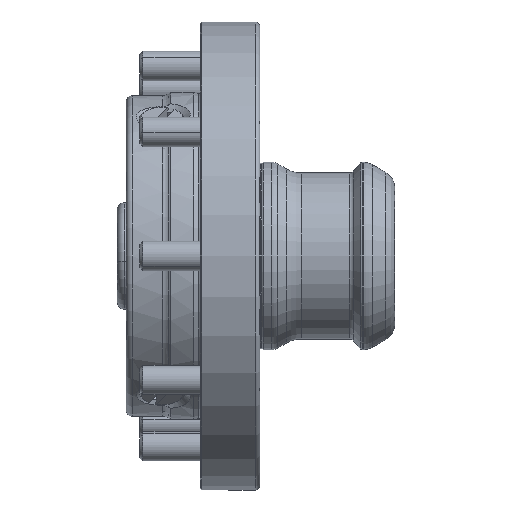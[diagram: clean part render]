
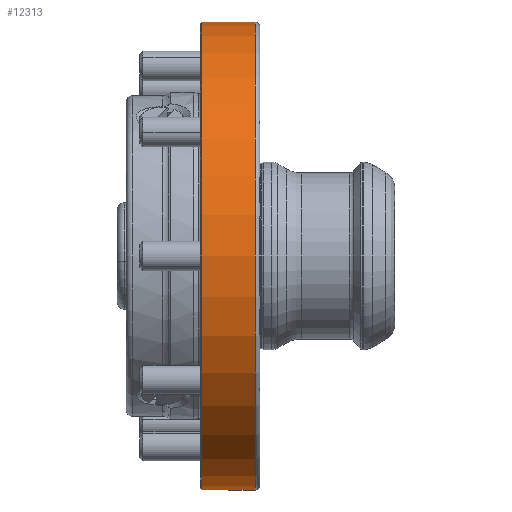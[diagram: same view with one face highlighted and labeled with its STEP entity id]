
A CAD part, left-side view. The second image highlights one B-rep face of the part: STEP entity #12313.
In plain terms, the highlighted cylindrical face has radius 39.4 mm (diameter 78.8 mm), a partial arc.
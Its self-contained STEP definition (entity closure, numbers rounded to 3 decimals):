
#302 = AXIS2_PLACEMENT_3D ( 'NONE', #11558, #2986, #5386 ) ;
#1231 = AXIS2_PLACEMENT_3D ( 'NONE', #9279, #1967, #10534 ) ;
#1906 = CARTESIAN_POINT ( 'NONE',  ( 0., 0.8, 0. ) ) ;
#1967 = DIRECTION ( 'NONE',  ( 0., 1., 0. ) ) ;
#2570 = ORIENTED_EDGE ( 'NONE', *, *, #5756, .F. ) ;
#2674 = ORIENTED_EDGE ( 'NONE', *, *, #13396, .F. ) ;
#2911 = CARTESIAN_POINT ( 'NONE',  ( 0., 0.8, 39.4 ) ) ;
#2986 = DIRECTION ( 'NONE',  ( 0., 1., 0. ) ) ;
#3153 = DIRECTION ( 'NONE',  ( 0., 0., 1. ) ) ;
#4276 = CIRCLE ( 'NONE', #1231, 39.4 ) ;
#4414 = EDGE_LOOP ( 'NONE', ( #2570, #10069, #9105, #2674 ) ) ;
#4879 = VERTEX_POINT ( 'NONE', #5728 ) ;
#5192 = LINE ( 'NONE', #15439, #11331 ) ;
#5386 = DIRECTION ( 'NONE',  ( 0., 0., 1. ) ) ;
#5551 = CIRCLE ( 'NONE', #9487, 39.4 ) ;
#5728 = CARTESIAN_POINT ( 'NONE',  ( 0., 0.8, -39.4 ) ) ;
#5756 = EDGE_CURVE ( 'NONE', #4879, #12022, #12165, .T. ) ;
#5840 = CARTESIAN_POINT ( 'NONE',  ( 0., 9.8, 39.4 ) ) ;
#5878 = CARTESIAN_POINT ( 'NONE',  ( 0., 9.8, -39.4 ) ) ;
#7549 = DIRECTION ( 'NONE',  ( 0., 1., 0. ) ) ;
#7968 = CYLINDRICAL_SURFACE ( 'NONE', #302, 39.4 ) ;
#8745 = FACE_OUTER_BOUND ( 'NONE', #4414, .T. ) ;
#8914 = VERTEX_POINT ( 'NONE', #2911 ) ;
#9105 = ORIENTED_EDGE ( 'NONE', *, *, #14535, .T. ) ;
#9137 = VERTEX_POINT ( 'NONE', #5840 ) ;
#9279 = CARTESIAN_POINT ( 'NONE',  ( 0., 9.8, 0. ) ) ;
#9487 = AXIS2_PLACEMENT_3D ( 'NONE', #1906, #10470, #3153 ) ;
#10007 = CARTESIAN_POINT ( 'NONE',  ( 0., 25.223, -39.4 ) ) ;
#10069 = ORIENTED_EDGE ( 'NONE', *, *, #15049, .T. ) ;
#10470 = DIRECTION ( 'NONE',  ( 0., 1., 0. ) ) ;
#10534 = DIRECTION ( 'NONE',  ( 0., 0., 1. ) ) ;
#11331 = VECTOR ( 'NONE', #12963, 1000. ) ;
#11558 = CARTESIAN_POINT ( 'NONE',  ( 0., 25.223, 0. ) ) ;
#12022 = VERTEX_POINT ( 'NONE', #5878 ) ;
#12165 = LINE ( 'NONE', #10007, #15416 ) ;
#12313 = ADVANCED_FACE ( 'NONE', ( #8745 ), #7968, .T. ) ;
#12963 = DIRECTION ( 'NONE',  ( 0., 1., 0. ) ) ;
#13396 = EDGE_CURVE ( 'NONE', #12022, #9137, #4276, .T. ) ;
#14535 = EDGE_CURVE ( 'NONE', #8914, #9137, #5192, .T. ) ;
#15049 = EDGE_CURVE ( 'NONE', #4879, #8914, #5551, .T. ) ;
#15416 = VECTOR ( 'NONE', #7549, 1000. ) ;
#15439 = CARTESIAN_POINT ( 'NONE',  ( 0., 25.223, 39.4 ) ) ;
